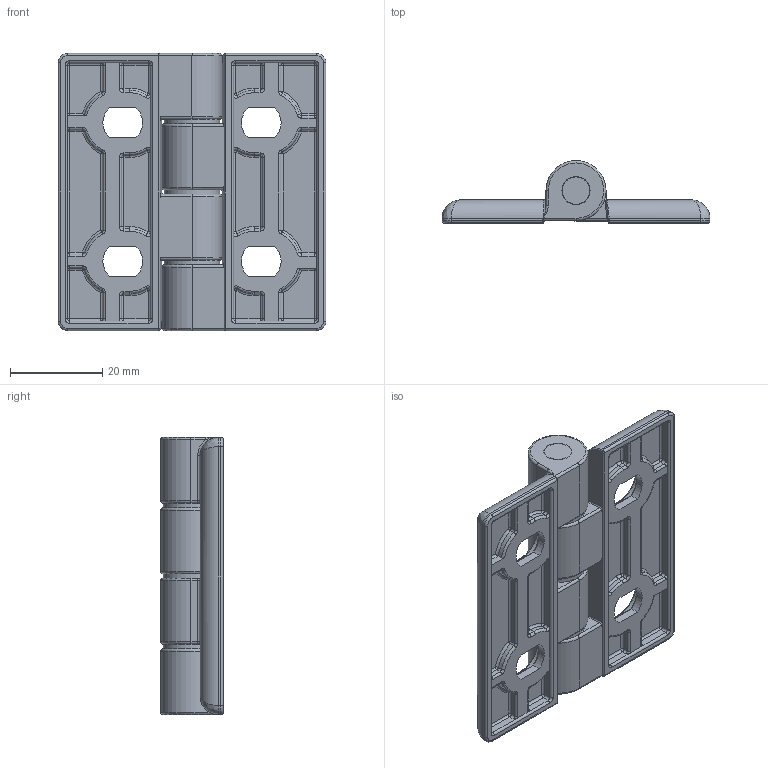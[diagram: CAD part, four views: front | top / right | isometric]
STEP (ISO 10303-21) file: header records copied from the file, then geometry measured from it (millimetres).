
FILE_DESCRIPTION(/* description */ (''),/* implementation_level */ '2;1');
FILE_NAME(/* name */ 'HCL6060.stp',/* time_stamp */ '2025-01-09T16:30:18+09:00',/* author */ ('user'),/* organization */ (''),/* preprocessor_version */ 'ST-DEVELOPER v15.6',/* originating_system */ 'Autodesk Inventor 2015',/* authorisation */ '');
FILE_SCHEMA (('AUTOMOTIVE_DESIGN { 1 0 10303 214 3 1 1 }'));
Length unit declared in the file: millimetre
Products named in the file (4): 60; 와샤; 핀; HCL6060
Bounding box: 58 x 13.5 x 60 mm (x, y, z)
Volume: 16268.6 mm3; surface area: 13309.2 mm2
Topology: 6 solids, 6 shells, 587 faces, 1349 edges, 726 vertices
Faces by surface type: cylinder 259, torus 128, plane 122, sphere 54, bspline 24
Full cylindrical faces by diameter (mm): 5.9 x1, 6.1 x7, 12 x3
Entity records: 9076 total; most frequent: CARTESIAN_POINT 2482, DIRECTION 1495, ORIENTED_EDGE 1282, EDGE_CURVE 641, AXIS2_PLACEMENT_3D 618, VERTEX_POINT 362, CIRCLE 322, EDGE_LOOP 311
